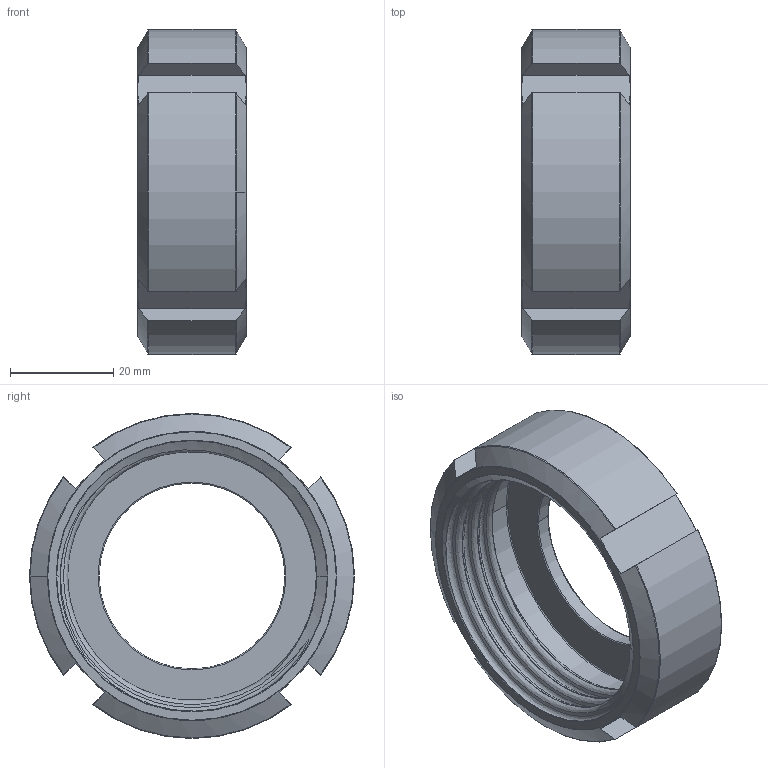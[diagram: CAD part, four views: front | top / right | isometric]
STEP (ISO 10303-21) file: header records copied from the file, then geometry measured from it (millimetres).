
FILE_DESCRIPTION (( 'STEP AP214' ), '1' );
FILE_NAME ('GL-210-025-x Nutmutter DIN11851 F25 heco.STEP', '2017-08-29T13:42:30', ( '' ), ( '' ), 'SwSTEP 2.0', 'SolidWorks 2016', '' );
FILE_SCHEMA (( 'AUTOMOTIVE_DESIGN' ));
Length unit declared in the file: millimetre
Products named in the file (1): GL-210-025-x Nutmutter DIN11851 F25 heco
Bounding box: 21 x 63 x 63 mm (x, y, z)
Volume: 22029.2 mm3; surface area: 12575.4 mm2
Topology: 1 solids, 1 shells, 248 faces, 659 edges, 434 vertices
Faces by surface type: plane 106, bspline 87, torus 27, cylinder 14, cone 14
Entity records: 16836 total; most frequent: CARTESIAN_POINT 9466, ORIENTED_EDGE 1318, DIRECTION 814, EDGE_CURVE 659, VERTEX_POINT 434, LINE 326, VECTOR 326, EDGE_LOOP 271
